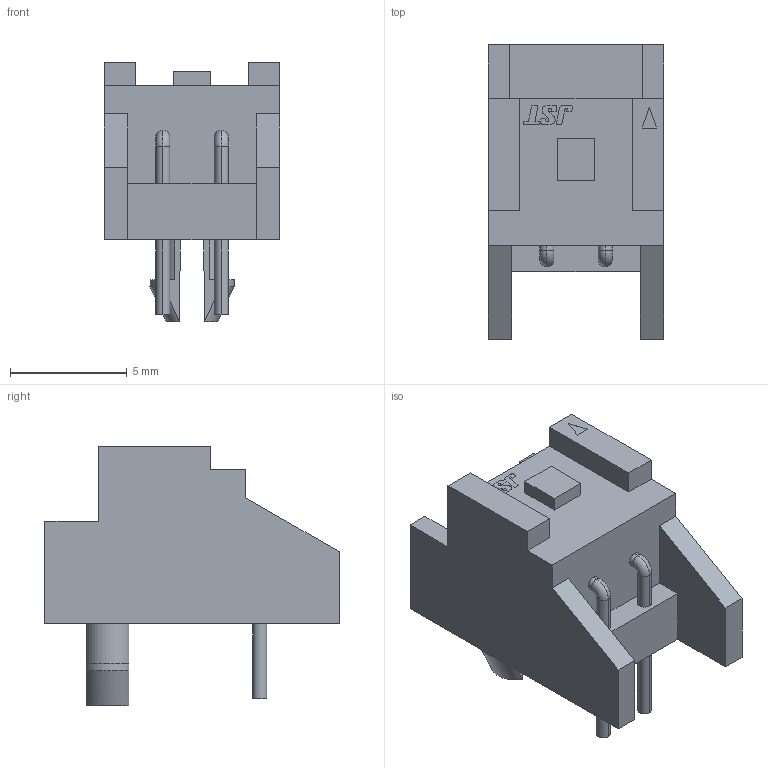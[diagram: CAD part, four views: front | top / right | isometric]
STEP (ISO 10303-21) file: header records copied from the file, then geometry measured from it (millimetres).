
FILE_DESCRIPTION (( 'STEP AP214' ), '1' );
FILE_NAME ('S02B-XASS-1.STEP', '2022-06-10T03:02:18', ( '' ), ( '' ), 'SwSTEP 2.0', 'SolidWorks 2022', '' );
FILE_SCHEMA (( 'AUTOMOTIVE_DESIGN' ));
Length unit declared in the file: millimetre
Products named in the file (5): New Marking; Body; Pins; JST Logo; S02B-XASS-1
Assembly tree (4 placements, depth 2):
  S02B-XASS-1
    Body
    Pins
    New Marking
    JST Logo
Bounding box: 7.5 x 12.6 x 11.1 mm (x, y, z)
Volume: 325.2 mm3; surface area: 631.4 mm2
Topology: 11 solids, 11 shells, 147 faces, 354 edges, 232 vertices
Faces by surface type: plane 80, bspline 33, cylinder 30, torus 4
Entity records: 4921 total; most frequent: CARTESIAN_POINT 1388, ORIENTED_EDGE 708, DIRECTION 588, EDGE_CURVE 354, VERTEX_POINT 232, VECTOR 224, LINE 224, AXIS2_PLACEMENT_3D 182
